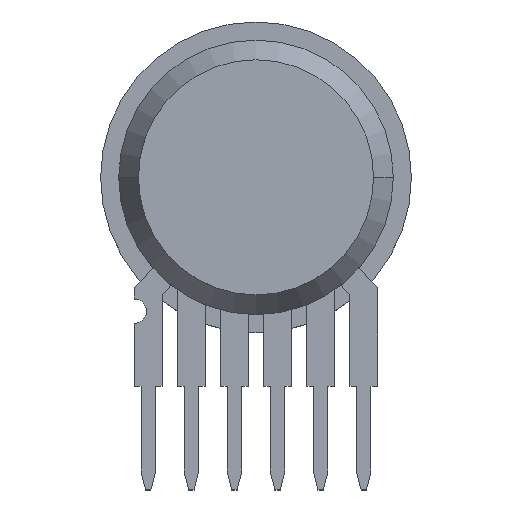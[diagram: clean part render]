
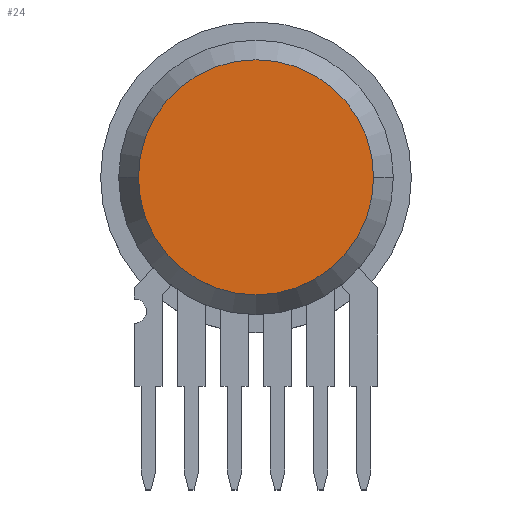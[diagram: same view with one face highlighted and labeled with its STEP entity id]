
A CAD part, top view. The second image highlights one B-rep face of the part: STEP entity #24.
In plain terms, the highlighted planar face has unit normal (0, 0, 1).
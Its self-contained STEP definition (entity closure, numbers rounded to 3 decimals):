
#24 = ADVANCED_FACE ( 'NONE', ( #1195 ), #1194, .F. ) ;
#25 = ORIENTED_EDGE ( 'NONE', *, *, #287, .F. ) ;
#27 = ORIENTED_EDGE ( 'NONE', *, *, #285, .F. ) ;
#245 = VERTEX_POINT ( 'NONE', #1624 ) ;
#257 = EDGE_LOOP ( 'NONE', ( #27, #25 ) ) ;
#266 = VERTEX_POINT ( 'NONE', #1612 ) ;
#285 = EDGE_CURVE ( 'NONE', #245, #266, #1527, .T. ) ;
#287 = EDGE_CURVE ( 'NONE', #266, #245, #1484, .T. ) ;
#1192 = CARTESIAN_POINT ( 'NONE',  ( 0., -6.93, 2.795 ) ) ;
#1193 = AXIS2_PLACEMENT_3D ( 'NONE', #1192, #1252, #1251 ) ;
#1194 = PLANE ( 'NONE',  #1193 ) ;
#1195 = FACE_OUTER_BOUND ( 'NONE', #257, .T. ) ;
#1251 = DIRECTION ( 'NONE',  ( -1., 0., 0. ) ) ;
#1252 = DIRECTION ( 'NONE',  ( 0., 0., -1. ) ) ;
#1481 = DIRECTION ( 'NONE',  ( -1., 0., 0. ) ) ;
#1482 = DIRECTION ( 'NONE',  ( 0., 0., -1. ) ) ;
#1483 = AXIS2_PLACEMENT_3D ( 'NONE', #1488, #1482, #1481 ) ;
#1484 = CIRCLE ( 'NONE', #1483, 6.93 ) ;
#1488 = CARTESIAN_POINT ( 'NONE',  ( 0., 0., 2.795 ) ) ;
#1523 = DIRECTION ( 'NONE',  ( -1., 0., 0. ) ) ;
#1524 = DIRECTION ( 'NONE',  ( 0., 0., -1. ) ) ;
#1525 = CARTESIAN_POINT ( 'NONE',  ( 0., 0., 2.795 ) ) ;
#1526 = AXIS2_PLACEMENT_3D ( 'NONE', #1525, #1524, #1523 ) ;
#1527 = CIRCLE ( 'NONE', #1526, 6.93 ) ;
#1612 = CARTESIAN_POINT ( 'NONE',  ( 6.93, 0., 2.795 ) ) ;
#1624 = CARTESIAN_POINT ( 'NONE',  ( -6.93, 0., 2.795 ) ) ;
